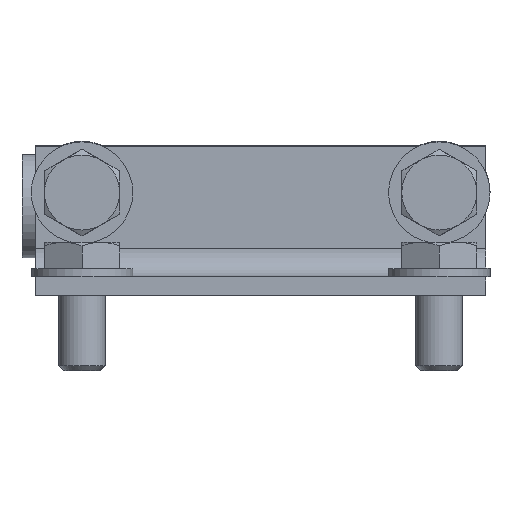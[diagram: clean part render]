
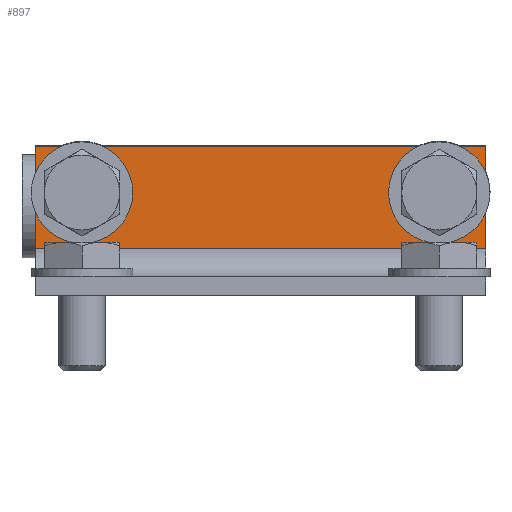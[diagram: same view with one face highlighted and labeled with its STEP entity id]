
A CAD part, top view. The second image highlights one B-rep face of the part: STEP entity #897.
In plain terms, the highlighted planar face has unit normal (0, 0, 1).
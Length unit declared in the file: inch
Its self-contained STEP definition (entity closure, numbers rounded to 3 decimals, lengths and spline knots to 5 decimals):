
#88=FACE_BOUND('',#198,.T.);
#89=FACE_BOUND('',#199,.T.);
#104=PLANE('',#1047);
#143=FACE_OUTER_BOUND('',#197,.T.);
#197=EDGE_LOOP('',(#668,#669,#670,#671));
#198=EDGE_LOOP('',(#672));
#199=EDGE_LOOP('',(#673));
#265=LINE('',#1477,#331);
#269=LINE('',#1484,#335);
#270=LINE('',#1487,#336);
#271=LINE('',#1488,#337);
#331=VECTOR('',#1191,3.);
#335=VECTOR('',#1197,0.68258);
#336=VECTOR('',#1200,3.);
#337=VECTOR('',#1201,0.68258);
#391=CIRCLE('',#1033,0.17);
#393=CIRCLE('',#1036,0.17);
#435=VERTEX_POINT('',#1444);
#437=VERTEX_POINT('',#1450);
#442=VERTEX_POINT('',#1461);
#445=VERTEX_POINT('',#1468);
#448=VERTEX_POINT('',#1482);
#449=VERTEX_POINT('',#1486);
#516=EDGE_CURVE('',#435,#435,#391,.T.);
#519=EDGE_CURVE('',#437,#437,#393,.T.);
#532=EDGE_CURVE('',#442,#445,#265,.T.);
#536=EDGE_CURVE('',#448,#445,#269,.T.);
#537=EDGE_CURVE('',#449,#448,#270,.T.);
#538=EDGE_CURVE('',#442,#449,#271,.T.);
#668=ORIENTED_EDGE('',*,*,#532,.T.);
#669=ORIENTED_EDGE('',*,*,#536,.F.);
#670=ORIENTED_EDGE('',*,*,#537,.F.);
#671=ORIENTED_EDGE('',*,*,#538,.F.);
#672=ORIENTED_EDGE('',*,*,#516,.T.);
#673=ORIENTED_EDGE('',*,*,#519,.T.);
#897=ADVANCED_FACE('',(#143,#88,#89),#104,.T.);
#1033=AXIS2_PLACEMENT_3D('',#1445,#1157,#1158);
#1036=AXIS2_PLACEMENT_3D('',#1451,#1164,#1165);
#1047=AXIS2_PLACEMENT_3D('',#1485,#1198,#1199);
#1157=DIRECTION('center_axis',(0.,0.,-1.));
#1158=DIRECTION('ref_axis',(-1.,0.,0.));
#1164=DIRECTION('center_axis',(0.,0.,-1.));
#1165=DIRECTION('ref_axis',(-1.,0.,0.));
#1191=DIRECTION('',(-1.,0.,0.));
#1197=DIRECTION('',(0.,1.,0.));
#1198=DIRECTION('center_axis',(0.,0.,1.));
#1199=DIRECTION('ref_axis',(1.,0.,0.));
#1200=DIRECTION('',(-1.,0.,0.));
#1201=DIRECTION('',(0.,-1.,0.));
#1444=CARTESIAN_POINT('',(2.86,0.31,0.125));
#1445=CARTESIAN_POINT('Origin',(2.69,0.31,0.125));
#1450=CARTESIAN_POINT('',(0.48,0.31,0.125));
#1451=CARTESIAN_POINT('Origin',(0.31,0.31,0.125));
#1461=CARTESIAN_POINT('',(3.,0.68258,0.125));
#1468=CARTESIAN_POINT('',(0.,0.68258,0.125));
#1477=CARTESIAN_POINT('',(3.,0.68258,0.125));
#1482=CARTESIAN_POINT('',(0.,0.,0.125));
#1484=CARTESIAN_POINT('',(0.,0.,0.125));
#1485=CARTESIAN_POINT('Origin',(1.5,0.875,0.125));
#1486=CARTESIAN_POINT('',(3.,0.,0.125));
#1487=CARTESIAN_POINT('',(3.,0.,0.125));
#1488=CARTESIAN_POINT('',(3.,0.68258,0.125));
